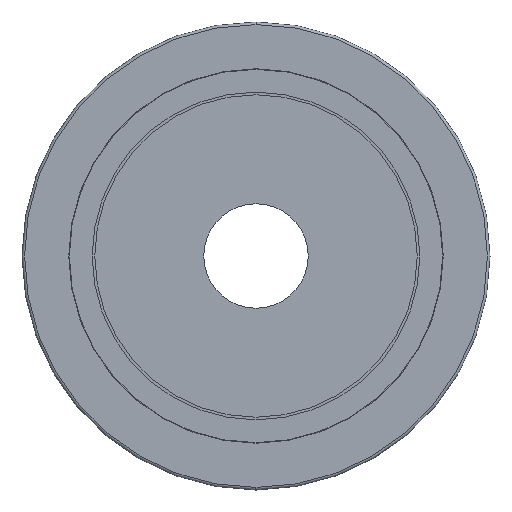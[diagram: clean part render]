
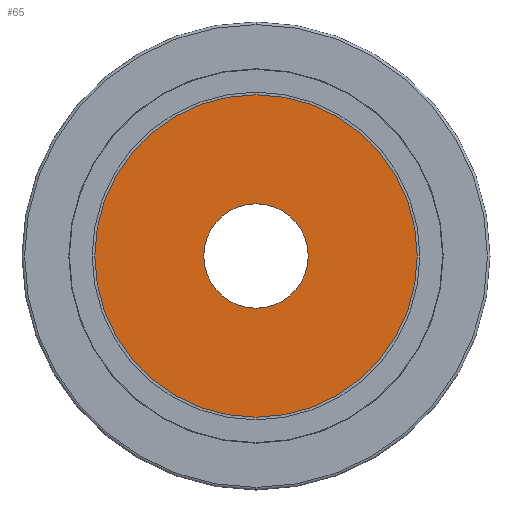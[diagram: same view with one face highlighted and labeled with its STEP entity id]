
A CAD part, left-side view. The second image highlights one B-rep face of the part: STEP entity #65.
In plain terms, the highlighted planar face has unit normal (-1, 0, 0).
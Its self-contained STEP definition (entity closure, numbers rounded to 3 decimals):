
#65=ADVANCED_FACE('',(#122,#123),#124,.F.);
#122=FACE_OUTER_BOUND('',#200,.T.);
#123=FACE_BOUND('',#201,.T.);
#124=PLANE('',#202);
#200=EDGE_LOOP('',(#370,#371));
#201=EDGE_LOOP('',(#372,#373));
#202=AXIS2_PLACEMENT_3D('',#374,#375,#376);
#370=ORIENTED_EDGE('',*,*,#531,.T.);
#371=ORIENTED_EDGE('',*,*,#526,.T.);
#372=ORIENTED_EDGE('',*,*,#496,.F.);
#373=ORIENTED_EDGE('',*,*,#538,.F.);
#374=CARTESIAN_POINT('',(5.0,0.0,0.0));
#375=DIRECTION('',(1.0,0.0,0.0));
#376=DIRECTION('',(0.0,0.0,-1.0));
#496=EDGE_CURVE('',#578,#574,#580,.T.);
#526=EDGE_CURVE('',#640,#637,#641,.T.);
#531=EDGE_CURVE('',#637,#640,#647,.T.);
#538=EDGE_CURVE('',#574,#578,#654,.T.);
#574=VERTEX_POINT('',#696);
#578=VERTEX_POINT('',#701);
#580=CIRCLE('',#704,20.0);
#637=VERTEX_POINT('',#775);
#640=VERTEX_POINT('',#779);
#641=CIRCLE('',#780,61.72);
#647=CIRCLE('',#787,61.72);
#654=CIRCLE('',#794,20.0);
#696=CARTESIAN_POINT('',(5.0,0.,-20.0));
#701=CARTESIAN_POINT('',(5.0,0.,20.0));
#704=AXIS2_PLACEMENT_3D('',#846,#847,#848);
#775=CARTESIAN_POINT('',(5.0,0.0,-61.72));
#779=CARTESIAN_POINT('',(5.0,0.,61.72));
#780=AXIS2_PLACEMENT_3D('',#906,#907,#908);
#787=AXIS2_PLACEMENT_3D('',#919,#920,#921);
#794=AXIS2_PLACEMENT_3D('',#940,#941,#942);
#846=CARTESIAN_POINT('',(5.0,0.0,0.0));
#847=DIRECTION('',(-1.0,-0.0,-0.0));
#848=DIRECTION('',(0.0,0.0,-1.0));
#906=CARTESIAN_POINT('',(5.0,0.0,0.0));
#907=DIRECTION('',(-1.0,-0.0,-0.0));
#908=DIRECTION('',(0.0,0.0,-1.0));
#919=CARTESIAN_POINT('',(5.0,0.0,0.0));
#920=DIRECTION('',(-1.0,-0.0,-0.0));
#921=DIRECTION('',(0.0,0.0,-1.0));
#940=CARTESIAN_POINT('',(5.0,0.0,0.0));
#941=DIRECTION('',(-1.0,-0.0,-0.0));
#942=DIRECTION('',(0.0,0.0,-1.0));
